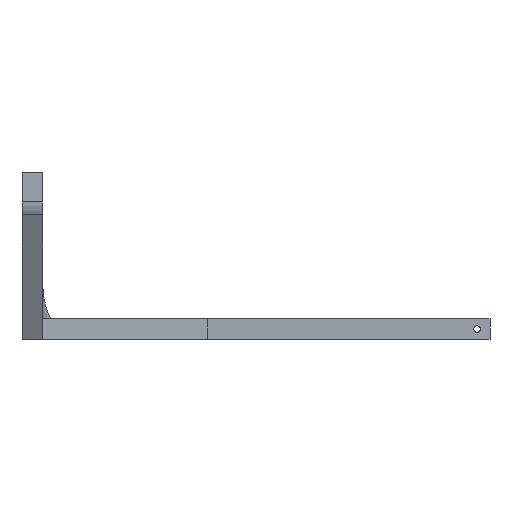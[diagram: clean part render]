
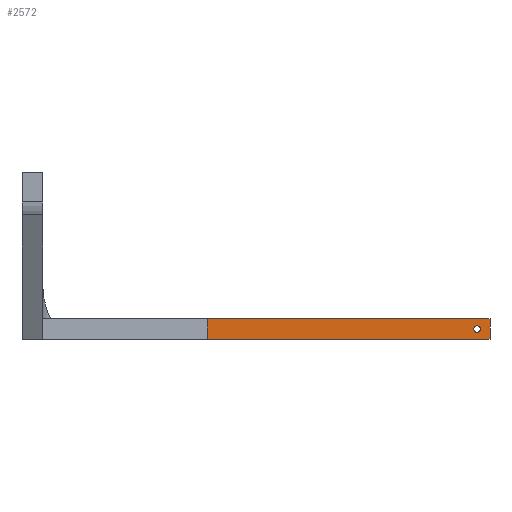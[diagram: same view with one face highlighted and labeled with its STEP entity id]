
A CAD part, left-side view. The second image highlights one B-rep face of the part: STEP entity #2572.
In plain terms, the highlighted face is planar.
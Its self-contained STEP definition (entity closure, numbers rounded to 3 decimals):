
#11 = VERTEX_POINT ( 'NONE', #3113 ) ;
#68 = EDGE_CURVE ( 'NONE', #11, #1814, #610, .T. ) ;
#147 = DIRECTION ( 'NONE',  ( 0., 1., 0. ) ) ;
#222 = DIRECTION ( 'NONE',  ( 0., 0., -1. ) ) ;
#385 = ORIENTED_EDGE ( 'NONE', *, *, #3319, .T. ) ;
#397 = AXIS2_PLACEMENT_3D ( 'NONE', #1404, #1150, #2219 ) ;
#414 = VECTOR ( 'NONE', #147, 1000. ) ;
#437 = EDGE_LOOP ( 'NONE', ( #1154, #853 ) ) ;
#582 = EDGE_CURVE ( 'NONE', #2104, #1894, #2009, .T. ) ;
#610 = CIRCLE ( 'NONE', #397, 1.25 ) ;
#677 = ORIENTED_EDGE ( 'NONE', *, *, #1501, .F. ) ;
#706 = EDGE_CURVE ( 'NONE', #1814, #11, #1137, .T. ) ;
#742 = AXIS2_PLACEMENT_3D ( 'NONE', #3384, #992, #222 ) ;
#757 = EDGE_LOOP ( 'NONE', ( #1369, #385, #3157, #677 ) ) ;
#766 = CARTESIAN_POINT ( 'NONE',  ( -79.352, 395., -90. ) ) ;
#827 = DIRECTION ( 'NONE',  ( 1., 0., 0. ) ) ;
#853 = ORIENTED_EDGE ( 'NONE', *, *, #706, .F. ) ;
#893 = VERTEX_POINT ( 'NONE', #2458 ) ;
#945 = CARTESIAN_POINT ( 'NONE',  ( -79.352, 400., -95.25 ) ) ;
#992 = DIRECTION ( 'NONE',  ( 1., 0., 0. ) ) ;
#1071 = AXIS2_PLACEMENT_3D ( 'NONE', #2123, #827, #1353 ) ;
#1137 = CIRCLE ( 'NONE', #1071, 1.25 ) ;
#1150 = DIRECTION ( 'NONE',  ( 1., 0., 0. ) ) ;
#1154 = ORIENTED_EDGE ( 'NONE', *, *, #68, .F. ) ;
#1328 = DIRECTION ( 'NONE',  ( 0., 0., 1. ) ) ;
#1353 = DIRECTION ( 'NONE',  ( 0., 0., -1. ) ) ;
#1369 = ORIENTED_EDGE ( 'NONE', *, *, #582, .T. ) ;
#1404 = CARTESIAN_POINT ( 'NONE',  ( -79.352, 400., -94. ) ) ;
#1496 = LINE ( 'NONE', #2712, #1581 ) ;
#1501 = EDGE_CURVE ( 'NONE', #2104, #2033, #3004, .T. ) ;
#1514 = VECTOR ( 'NONE', #1328, 1000. ) ;
#1578 = CARTESIAN_POINT ( 'NONE',  ( -79.352, 395., -98. ) ) ;
#1581 = VECTOR ( 'NONE', #2190, 1000. ) ;
#1702 = EDGE_CURVE ( 'NONE', #2033, #893, #2587, .T. ) ;
#1814 = VERTEX_POINT ( 'NONE', #945 ) ;
#1894 = VERTEX_POINT ( 'NONE', #2031 ) ;
#2009 = LINE ( 'NONE', #3061, #2251 ) ;
#2031 = CARTESIAN_POINT ( 'NONE',  ( -79.352, 504.36, -98. ) ) ;
#2033 = VERTEX_POINT ( 'NONE', #766 ) ;
#2071 = DIRECTION ( 'NONE',  ( 0., 1., 0. ) ) ;
#2104 = VERTEX_POINT ( 'NONE', #1578 ) ;
#2123 = CARTESIAN_POINT ( 'NONE',  ( -79.352, 400., -94. ) ) ;
#2190 = DIRECTION ( 'NONE',  ( 0., 0., 1. ) ) ;
#2219 = DIRECTION ( 'NONE',  ( 0., 0., -1. ) ) ;
#2251 = VECTOR ( 'NONE', #2071, 1000. ) ;
#2400 = CARTESIAN_POINT ( 'NONE',  ( -79.352, 395., -98. ) ) ;
#2458 = CARTESIAN_POINT ( 'NONE',  ( -79.352, 504.36, -90. ) ) ;
#2572 = ADVANCED_FACE ( 'NONE', ( #3207, #3115 ), #2618, .T. ) ;
#2587 = LINE ( 'NONE', #3020, #414 ) ;
#2618 = PLANE ( 'NONE',  #742 ) ;
#2712 = CARTESIAN_POINT ( 'NONE',  ( -79.352, 504.36, -98. ) ) ;
#3004 = LINE ( 'NONE', #2400, #1514 ) ;
#3020 = CARTESIAN_POINT ( 'NONE',  ( -79.352, 395., -90. ) ) ;
#3061 = CARTESIAN_POINT ( 'NONE',  ( -79.352, 395., -98. ) ) ;
#3113 = CARTESIAN_POINT ( 'NONE',  ( -79.352, 400., -92.75 ) ) ;
#3115 = FACE_OUTER_BOUND ( 'NONE', #757, .T. ) ;
#3157 = ORIENTED_EDGE ( 'NONE', *, *, #1702, .F. ) ;
#3207 = FACE_BOUND ( 'NONE', #437, .T. ) ;
#3319 = EDGE_CURVE ( 'NONE', #1894, #893, #1496, .T. ) ;
#3384 = CARTESIAN_POINT ( 'NONE',  ( -79.352, 395., -98. ) ) ;
